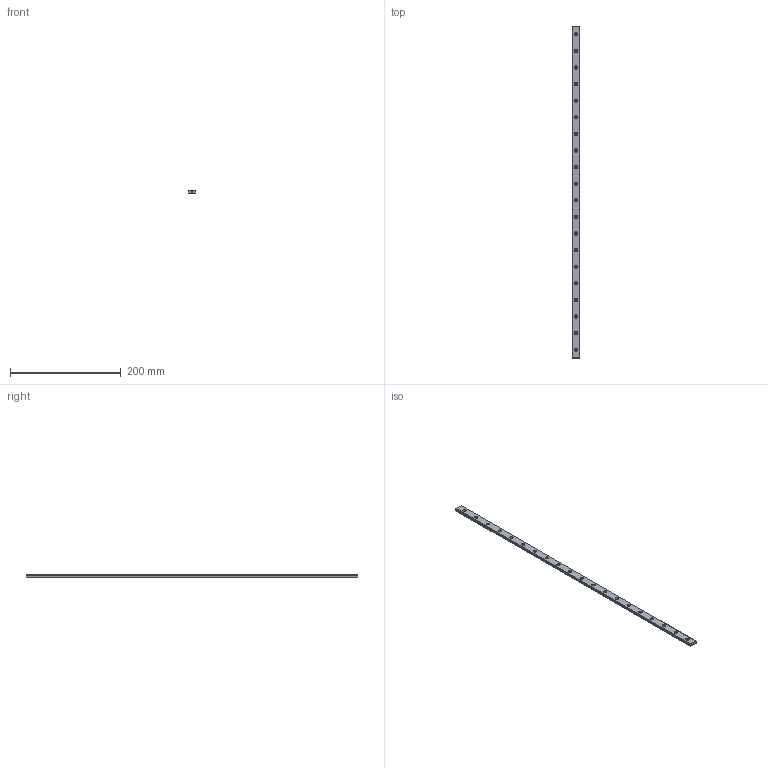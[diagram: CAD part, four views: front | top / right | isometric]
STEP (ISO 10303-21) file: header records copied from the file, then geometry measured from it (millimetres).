
FILE_DESCRIPTION(('STEP AP214'),'1');
FILE_NAME('cctmp_58ABAAE8-362E-4CA3-A509-0FCCEBAE1930_2024_08_09_15_16_33_0392..stp','2024-08-09T13:16:33',('HIWIN GmbH'),('CADClick - www.CADClick.com'),'Spatial InterOp 3D',' ','unknown authorization');
FILE_SCHEMA(('AUTOMOTIVE_DESIGN'));
Length unit declared in the file: millimetre
Products named in the file (1): MGWR07R600CM_FILE
Bounding box: 14 x 600 x 5.2 mm (x, y, z)
Volume: 40246.2 mm3; surface area: 26049.1 mm2
Topology: 1 solids, 1 shells, 195 faces, 507 edges, 338 vertices
Faces by surface type: plane 99, cylinder 96
Entity records: 7697 total; most frequent: DIRECTION 1091, CARTESIAN_POINT 1041, ORIENTED_EDGE 1014, EDGE_CURVE 507, AXIS2_PLACEMENT_3D 388, VERTEX_POINT 338, LINE 315, VECTOR 315
